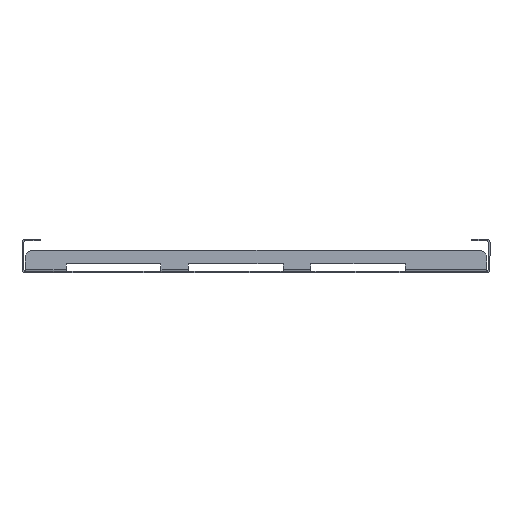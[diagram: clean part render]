
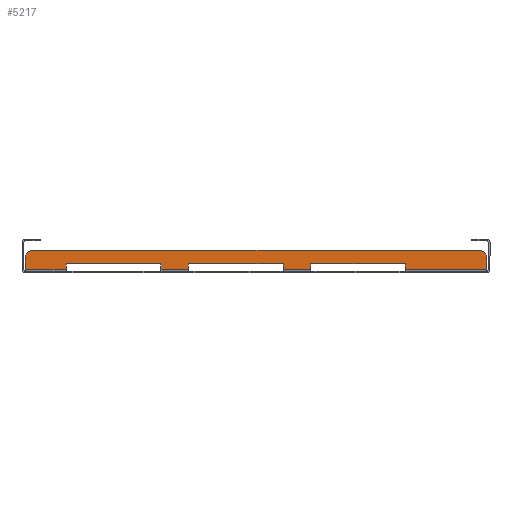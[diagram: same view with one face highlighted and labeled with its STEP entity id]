
A CAD part, front view. The second image highlights one B-rep face of the part: STEP entity #5217.
In plain terms, the highlighted planar face has unit normal (0, -1, 0).
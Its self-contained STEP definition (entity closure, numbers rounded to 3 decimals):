
#28 = ORIENTED_EDGE ( 'NONE', *, *, #1809, .T. ) ;
#44 = ORIENTED_EDGE ( 'NONE', *, *, #5755, .T. ) ;
#56 = DIRECTION ( 'NONE',  ( 0., -1., 0. ) ) ;
#75 = CARTESIAN_POINT ( 'NONE',  ( 146., -297., 13.8 ) ) ;
#129 = CARTESIAN_POINT ( 'NONE',  ( 0., -297., 4.8 ) ) ;
#155 = CIRCLE ( 'NONE', #6331, 5. ) ;
#195 = EDGE_CURVE ( 'NONE', #6578, #5263, #6580, .T. ) ;
#228 = DIRECTION ( 'NONE',  ( 0., 0., 1. ) ) ;
#300 = CARTESIAN_POINT ( 'NONE',  ( 0., -297., 1. ) ) ;
#417 = CARTESIAN_POINT ( 'NONE',  ( -62.2, -297., 1. ) ) ;
#439 = LINE ( 'NONE', #129, #6638 ) ;
#464 = CARTESIAN_POINT ( 'NONE',  ( 0., -297., 1. ) ) ;
#574 = DIRECTION ( 'NONE',  ( 0., -1., 0. ) ) ;
#621 = CARTESIAN_POINT ( 'NONE',  ( -44.2, -297., 4.8 ) ) ;
#622 = EDGE_CURVE ( 'NONE', #4256, #4376, #3645, .T. ) ;
#638 = CARTESIAN_POINT ( 'NONE',  ( -124.2, -297., 1. ) ) ;
#701 = CARTESIAN_POINT ( 'NONE',  ( 97.8, -297., 4.8 ) ) ;
#881 = VECTOR ( 'NONE', #1264, 1000. ) ;
#884 = ORIENTED_EDGE ( 'NONE', *, *, #3940, .T. ) ;
#913 = VECTOR ( 'NONE', #6993, 1000. ) ;
#1184 = VECTOR ( 'NONE', #7684, 1000. ) ;
#1264 = DIRECTION ( 'NONE',  ( 1., 0., 0. ) ) ;
#1275 = CARTESIAN_POINT ( 'NONE',  ( -124.2, -297., 4.8 ) ) ;
#1323 = DIRECTION ( 'NONE',  ( 0., 0., -1. ) ) ;
#1330 = EDGE_CURVE ( 'NONE', #3591, #6977, #6754, .T. ) ;
#1355 = CARTESIAN_POINT ( 'NONE',  ( -151., -297., 13.8 ) ) ;
#1497 = VECTOR ( 'NONE', #2653, 1000. ) ;
#1586 = VERTEX_POINT ( 'NONE', #5513 ) ;
#1645 = VECTOR ( 'NONE', #2910, 1000. ) ;
#1674 = CARTESIAN_POINT ( 'NONE',  ( 0., -297., 1. ) ) ;
#1756 = CARTESIAN_POINT ( 'NONE',  ( 151., -297., 0. ) ) ;
#1790 = ORIENTED_EDGE ( 'NONE', *, *, #2031, .T. ) ;
#1809 = EDGE_CURVE ( 'NONE', #5263, #7333, #5030, .T. ) ;
#1827 = DIRECTION ( 'NONE',  ( 0., 0., -1. ) ) ;
#1946 = VECTOR ( 'NONE', #3391, 1000. ) ;
#1957 = ORIENTED_EDGE ( 'NONE', *, *, #4324, .F. ) ;
#1963 = DIRECTION ( 'NONE',  ( -1., 0., 0. ) ) ;
#2031 = EDGE_CURVE ( 'NONE', #2724, #4256, #2970, .T. ) ;
#2097 = CARTESIAN_POINT ( 'NONE',  ( -124.2, -297., 4.8 ) ) ;
#2107 = LINE ( 'NONE', #1674, #7313 ) ;
#2226 = DIRECTION ( 'NONE',  ( 0., 0., -1. ) ) ;
#2314 = VERTEX_POINT ( 'NONE', #3776 ) ;
#2406 = ORIENTED_EDGE ( 'NONE', *, *, #2955, .F. ) ;
#2414 = CARTESIAN_POINT ( 'NONE',  ( 80., -297., 4.8 ) ) ;
#2426 = ORIENTED_EDGE ( 'NONE', *, *, #6750, .F. ) ;
#2554 = DIRECTION ( 'NONE',  ( 0., -1., 0. ) ) ;
#2587 = LINE ( 'NONE', #2097, #4355 ) ;
#2613 = CARTESIAN_POINT ( 'NONE',  ( 0., -297., 0. ) ) ;
#2653 = DIRECTION ( 'NONE',  ( 1., 0., 0. ) ) ;
#2672 = VECTOR ( 'NONE', #1827, 1000. ) ;
#2724 = VERTEX_POINT ( 'NONE', #4787 ) ;
#2910 = DIRECTION ( 'NONE',  ( 0., 0., -1. ) ) ;
#2949 = VERTEX_POINT ( 'NONE', #6251 ) ;
#2955 = EDGE_CURVE ( 'NONE', #3591, #3235, #5799, .T. ) ;
#2957 = CARTESIAN_POINT ( 'NONE',  ( 151., -297., 8.8 ) ) ;
#2970 = LINE ( 'NONE', #701, #1184 ) ;
#3188 = EDGE_CURVE ( 'NONE', #3225, #2949, #2107, .T. ) ;
#3189 = CARTESIAN_POINT ( 'NONE',  ( 17.8, -297., 4.8 ) ) ;
#3197 = AXIS2_PLACEMENT_3D ( 'NONE', #3697, #56, #6706 ) ;
#3225 = VERTEX_POINT ( 'NONE', #417 ) ;
#3235 = VERTEX_POINT ( 'NONE', #3468 ) ;
#3342 = EDGE_CURVE ( 'NONE', #6134, #2949, #4540, .T. ) ;
#3391 = DIRECTION ( 'NONE',  ( 1., 0., 0. ) ) ;
#3397 = CARTESIAN_POINT ( 'NONE',  ( 35.8, -297., 1. ) ) ;
#3403 = ORIENTED_EDGE ( 'NONE', *, *, #195, .T. ) ;
#3406 = ORIENTED_EDGE ( 'NONE', *, *, #622, .T. ) ;
#3468 = CARTESIAN_POINT ( 'NONE',  ( -151., -297., 8.8 ) ) ;
#3501 = VERTEX_POINT ( 'NONE', #5439 ) ;
#3538 = DIRECTION ( 'NONE',  ( 0., 0., -1. ) ) ;
#3565 = VECTOR ( 'NONE', #2226, 1000. ) ;
#3591 = VERTEX_POINT ( 'NONE', #7453 ) ;
#3645 = LINE ( 'NONE', #300, #1497 ) ;
#3697 = CARTESIAN_POINT ( 'NONE',  ( -146., -297., 8.8 ) ) ;
#3748 = ORIENTED_EDGE ( 'NONE', *, *, #7478, .T. ) ;
#3776 = CARTESIAN_POINT ( 'NONE',  ( -62.2, -297., 4.8 ) ) ;
#3940 = EDGE_CURVE ( 'NONE', #1586, #3235, #5872, .T. ) ;
#3950 = EDGE_LOOP ( 'NONE', ( #5607, #5995, #3748, #7582, #5252, #6458, #3403, #28, #1957, #2426, #1790, #3406, #6793, #44, #5552, #884, #2406, #5070 ) ) ;
#3993 = EDGE_CURVE ( 'NONE', #1586, #4391, #5674, .T. ) ;
#4001 = DIRECTION ( 'NONE',  ( 1., 0., 0. ) ) ;
#4166 = VECTOR ( 'NONE', #228, 1000. ) ;
#4256 = VERTEX_POINT ( 'NONE', #4719 ) ;
#4324 = EDGE_CURVE ( 'NONE', #3501, #7333, #6698, .T. ) ;
#4355 = VECTOR ( 'NONE', #5675, 1000. ) ;
#4376 = VERTEX_POINT ( 'NONE', #5368 ) ;
#4391 = VERTEX_POINT ( 'NONE', #75 ) ;
#4540 = LINE ( 'NONE', #621, #2672 ) ;
#4654 = CARTESIAN_POINT ( 'NONE',  ( 0., -297., 1. ) ) ;
#4669 = DIRECTION ( 'NONE',  ( 0., 0., -1. ) ) ;
#4688 = CARTESIAN_POINT ( 'NONE',  ( -62.2, -297., 4.8 ) ) ;
#4719 = CARTESIAN_POINT ( 'NONE',  ( 97.8, -297., 1. ) ) ;
#4733 = CARTESIAN_POINT ( 'NONE',  ( 146., -297., 8.8 ) ) ;
#4787 = CARTESIAN_POINT ( 'NONE',  ( 97.8, -297., 4.8 ) ) ;
#5030 = LINE ( 'NONE', #464, #6849 ) ;
#5070 = ORIENTED_EDGE ( 'NONE', *, *, #1330, .T. ) ;
#5157 = VERTEX_POINT ( 'NONE', #1275 ) ;
#5205 = VECTOR ( 'NONE', #7148, 1000. ) ;
#5217 = ADVANCED_FACE ( 'NONE', ( #6191 ), #5635, .T. ) ;
#5252 = ORIENTED_EDGE ( 'NONE', *, *, #3342, .F. ) ;
#5263 = VERTEX_POINT ( 'NONE', #6864 ) ;
#5368 = CARTESIAN_POINT ( 'NONE',  ( 151., -297., 1. ) ) ;
#5369 = DIRECTION ( 'NONE',  ( -1., 0., 0. ) ) ;
#5405 = LINE ( 'NONE', #6426, #913 ) ;
#5439 = CARTESIAN_POINT ( 'NONE',  ( 35.8, -297., 4.8 ) ) ;
#5513 = CARTESIAN_POINT ( 'NONE',  ( -146., -297., 13.8 ) ) ;
#5552 = ORIENTED_EDGE ( 'NONE', *, *, #3993, .F. ) ;
#5607 = ORIENTED_EDGE ( 'NONE', *, *, #7213, .F. ) ;
#5635 = PLANE ( 'NONE',  #7465 ) ;
#5674 = LINE ( 'NONE', #7364, #881 ) ;
#5675 = DIRECTION ( 'NONE',  ( 0., 0., -1. ) ) ;
#5710 = VECTOR ( 'NONE', #5369, 1000. ) ;
#5755 = EDGE_CURVE ( 'NONE', #5794, #4391, #155, .T. ) ;
#5794 = VERTEX_POINT ( 'NONE', #2957 ) ;
#5799 = LINE ( 'NONE', #1355, #4166 ) ;
#5844 = CARTESIAN_POINT ( 'NONE',  ( 17.8, -297., 4.8 ) ) ;
#5872 = CIRCLE ( 'NONE', #3197, 5. ) ;
#5885 = LINE ( 'NONE', #1756, #1645 ) ;
#5995 = ORIENTED_EDGE ( 'NONE', *, *, #7131, .F. ) ;
#6134 = VERTEX_POINT ( 'NONE', #6302 ) ;
#6191 = FACE_OUTER_BOUND ( 'NONE', #3950, .T. ) ;
#6251 = CARTESIAN_POINT ( 'NONE',  ( -44.2, -297., 1. ) ) ;
#6302 = CARTESIAN_POINT ( 'NONE',  ( -44.2, -297., 4.8 ) ) ;
#6331 = AXIS2_PLACEMENT_3D ( 'NONE', #4733, #574, #3538 ) ;
#6426 = CARTESIAN_POINT ( 'NONE',  ( 160., -297., 4.8 ) ) ;
#6458 = ORIENTED_EDGE ( 'NONE', *, *, #6915, .F. ) ;
#6578 = VERTEX_POINT ( 'NONE', #3189 ) ;
#6580 = LINE ( 'NONE', #5844, #3565 ) ;
#6638 = VECTOR ( 'NONE', #1963, 1000. ) ;
#6698 = LINE ( 'NONE', #7124, #7380 ) ;
#6706 = DIRECTION ( 'NONE',  ( 0., 0., -1. ) ) ;
#6750 = EDGE_CURVE ( 'NONE', #2724, #3501, #5405, .T. ) ;
#6754 = LINE ( 'NONE', #4654, #1946 ) ;
#6793 = ORIENTED_EDGE ( 'NONE', *, *, #7527, .F. ) ;
#6828 = LINE ( 'NONE', #4688, #5205 ) ;
#6849 = VECTOR ( 'NONE', #7677, 1000. ) ;
#6864 = CARTESIAN_POINT ( 'NONE',  ( 17.8, -297., 1. ) ) ;
#6915 = EDGE_CURVE ( 'NONE', #6578, #6134, #7522, .T. ) ;
#6977 = VERTEX_POINT ( 'NONE', #638 ) ;
#6993 = DIRECTION ( 'NONE',  ( -1., 0., 0. ) ) ;
#7124 = CARTESIAN_POINT ( 'NONE',  ( 35.8, -297., 4.8 ) ) ;
#7131 = EDGE_CURVE ( 'NONE', #2314, #5157, #439, .T. ) ;
#7148 = DIRECTION ( 'NONE',  ( 0., 0., -1. ) ) ;
#7213 = EDGE_CURVE ( 'NONE', #5157, #6977, #2587, .T. ) ;
#7313 = VECTOR ( 'NONE', #4001, 1000. ) ;
#7333 = VERTEX_POINT ( 'NONE', #3397 ) ;
#7364 = CARTESIAN_POINT ( 'NONE',  ( 151., -297., 13.8 ) ) ;
#7380 = VECTOR ( 'NONE', #4669, 1000. ) ;
#7453 = CARTESIAN_POINT ( 'NONE',  ( -151., -297., 1. ) ) ;
#7465 = AXIS2_PLACEMENT_3D ( 'NONE', #2613, #2554, #1323 ) ;
#7478 = EDGE_CURVE ( 'NONE', #2314, #3225, #6828, .T. ) ;
#7522 = LINE ( 'NONE', #2414, #5710 ) ;
#7527 = EDGE_CURVE ( 'NONE', #5794, #4376, #5885, .T. ) ;
#7582 = ORIENTED_EDGE ( 'NONE', *, *, #3188, .T. ) ;
#7677 = DIRECTION ( 'NONE',  ( 1., 0., 0. ) ) ;
#7684 = DIRECTION ( 'NONE',  ( 0., 0., -1. ) ) ;
